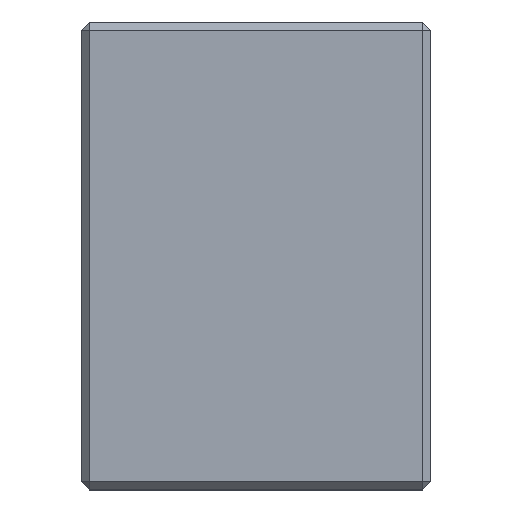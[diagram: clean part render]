
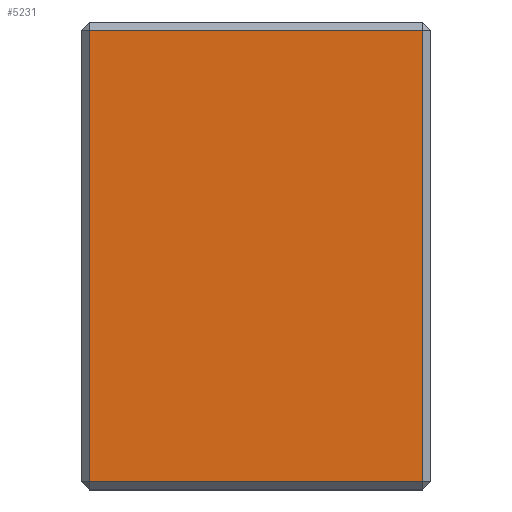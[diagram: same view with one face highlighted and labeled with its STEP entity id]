
A CAD part, left-side view. The second image highlights one B-rep face of the part: STEP entity #5231.
In plain terms, the highlighted planar face has unit normal (-1, 0, 0).
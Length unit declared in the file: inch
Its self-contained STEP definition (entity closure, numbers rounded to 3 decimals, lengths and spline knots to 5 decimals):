
#882 = EDGE_CURVE ( 'NONE', #16541, #15479, #14312, .T. ) ;
#1606 = CARTESIAN_POINT ( 'NONE',  ( 0., 0.01, 0.29134 ) ) ;
#1890 = CARTESIAN_POINT ( 'NONE',  ( 0., 0.425, -0.28134 ) ) ;
#2120 = EDGE_CURVE ( 'NONE', #15479, #2245, #12030, .T. ) ;
#2245 = VERTEX_POINT ( 'NONE', #5430 ) ;
#2613 = ORIENTED_EDGE ( 'NONE', *, *, #2120, .T. ) ;
#3252 = EDGE_CURVE ( 'NONE', #3542, #16541, #8363, .T. ) ;
#3542 = VERTEX_POINT ( 'NONE', #5574 ) ;
#3686 = CARTESIAN_POINT ( 'NONE',  ( 0., 0.425, 0.29134 ) ) ;
#4984 = CARTESIAN_POINT ( 'NONE',  ( 0., 0.435, 0.28134 ) ) ;
#5231 = ADVANCED_FACE ( 'NONE', ( #7103 ), #7330, .F. ) ;
#5430 = CARTESIAN_POINT ( 'NONE',  ( 0., 0.01, -0.28134 ) ) ;
#5574 = CARTESIAN_POINT ( 'NONE',  ( 0., 0.01, 0.28134 ) ) ;
#6666 = EDGE_LOOP ( 'NONE', ( #12919, #12277, #2613, #6702 ) ) ;
#6702 = ORIENTED_EDGE ( 'NONE', *, *, #13872, .T. ) ;
#7103 = FACE_OUTER_BOUND ( 'NONE', #6666, .T. ) ;
#7330 = PLANE ( 'NONE',  #14347 ) ;
#7613 = CARTESIAN_POINT ( 'NONE',  ( 0., 0.435, -0.28134 ) ) ;
#7972 = VECTOR ( 'NONE', #12699, 39.37008 ) ;
#8363 = LINE ( 'NONE', #4984, #7972 ) ;
#8638 = DIRECTION ( 'NONE',  ( 0., 0., -1. ) ) ;
#10155 = DIRECTION ( 'NONE',  ( 0., 0., -1. ) ) ;
#10189 = DIRECTION ( 'NONE',  ( 0., -1., 0. ) ) ;
#11899 = DIRECTION ( 'NONE',  ( 0., 0., 1. ) ) ;
#12030 = LINE ( 'NONE', #7613, #15029 ) ;
#12277 = ORIENTED_EDGE ( 'NONE', *, *, #882, .T. ) ;
#12448 = CARTESIAN_POINT ( 'NONE',  ( 0., 0.435, 0.29134 ) ) ;
#12699 = DIRECTION ( 'NONE',  ( 0., 1., 0. ) ) ;
#12919 = ORIENTED_EDGE ( 'NONE', *, *, #3252, .T. ) ;
#13263 = CARTESIAN_POINT ( 'NONE',  ( 0., 0.425, 0.28134 ) ) ;
#13479 = VECTOR ( 'NONE', #10155, 39.37008 ) ;
#13872 = EDGE_CURVE ( 'NONE', #2245, #3542, #16298, .T. ) ;
#14312 = LINE ( 'NONE', #3686, #13479 ) ;
#14347 = AXIS2_PLACEMENT_3D ( 'NONE', #12448, #16340, #8638 ) ;
#15029 = VECTOR ( 'NONE', #10189, 39.37008 ) ;
#15479 = VERTEX_POINT ( 'NONE', #1890 ) ;
#15911 = VECTOR ( 'NONE', #11899, 39.37008 ) ;
#16298 = LINE ( 'NONE', #1606, #15911 ) ;
#16340 = DIRECTION ( 'NONE',  ( 1., 0., 0. ) ) ;
#16541 = VERTEX_POINT ( 'NONE', #13263 ) ;
